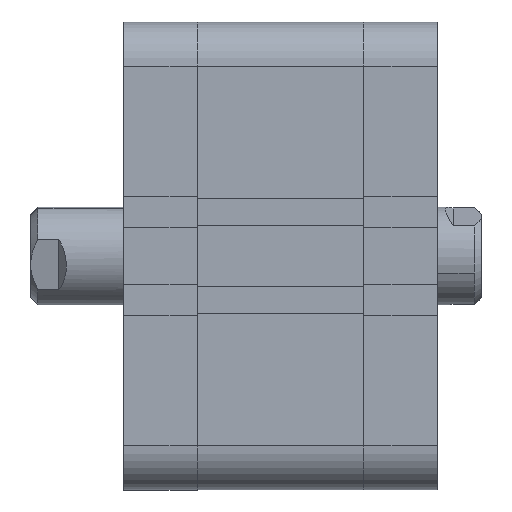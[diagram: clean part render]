
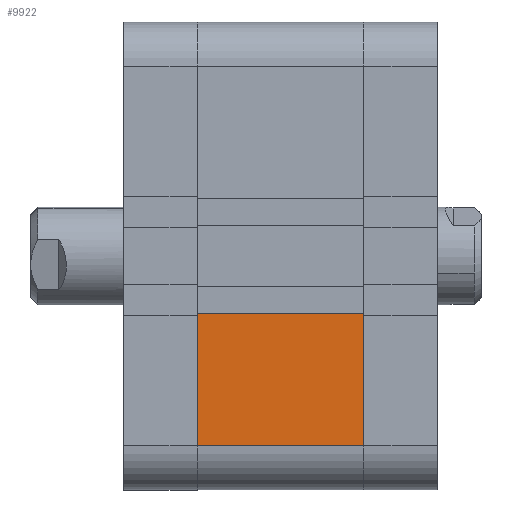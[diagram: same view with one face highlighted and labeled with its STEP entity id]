
A CAD part, front view. The second image highlights one B-rep face of the part: STEP entity #9922.
In plain terms, the highlighted planar face has unit normal (0, -1, 0).
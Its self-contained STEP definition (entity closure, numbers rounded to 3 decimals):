
#745 = EDGE_CURVE ( 'NONE', #13939, #7994, #17285, .T. ) ;
#778 = LINE ( 'NONE', #10140, #5028 ) ;
#1092 = VECTOR ( 'NONE', #9685, 1000. ) ;
#2990 = DIRECTION ( 'NONE',  ( -1., 0., 0. ) ) ;
#2994 = DIRECTION ( 'NONE',  ( 0., 0., -1. ) ) ;
#3606 = EDGE_CURVE ( 'NONE', #11512, #13939, #778, .T. ) ;
#4834 = CARTESIAN_POINT ( 'NONE',  ( 34., -47.75, -11.8 ) ) ;
#5028 = VECTOR ( 'NONE', #2990, 1000. ) ;
#5938 = ORIENTED_EDGE ( 'NONE', *, *, #745, .T. ) ;
#6083 = CARTESIAN_POINT ( 'NONE',  ( 0., -47.75, -11.8 ) ) ;
#6275 = DIRECTION ( 'NONE',  ( 1., 0., 0. ) ) ;
#6750 = CARTESIAN_POINT ( 'NONE',  ( 34., -47.75, -47.75 ) ) ;
#7387 = AXIS2_PLACEMENT_3D ( 'NONE', #6750, #12255, #13889 ) ;
#7556 = ORIENTED_EDGE ( 'NONE', *, *, #3606, .T. ) ;
#7719 = CARTESIAN_POINT ( 'NONE',  ( 0., -47.75, -38.75 ) ) ;
#7994 = VERTEX_POINT ( 'NONE', #7719 ) ;
#8348 = CARTESIAN_POINT ( 'NONE',  ( 34., -47.75, -38.75 ) ) ;
#8897 = VERTEX_POINT ( 'NONE', #8348 ) ;
#9500 = EDGE_CURVE ( 'NONE', #11512, #8897, #15064, .T. ) ;
#9685 = DIRECTION ( 'NONE',  ( 0., 0., -1. ) ) ;
#9922 = ADVANCED_FACE ( 'NONE', ( #10387 ), #22812, .F. ) ;
#10140 = CARTESIAN_POINT ( 'NONE',  ( 34.001, -47.75, -11.8 ) ) ;
#10387 = FACE_OUTER_BOUND ( 'NONE', #15215, .T. ) ;
#11512 = VERTEX_POINT ( 'NONE', #4834 ) ;
#12255 = DIRECTION ( 'NONE',  ( 0., 1., 0. ) ) ;
#13511 = EDGE_CURVE ( 'NONE', #7994, #8897, #20436, .T. ) ;
#13883 = CARTESIAN_POINT ( 'NONE',  ( 0., -47.75, -47.75 ) ) ;
#13889 = DIRECTION ( 'NONE',  ( 0., 0., 1. ) ) ;
#13939 = VERTEX_POINT ( 'NONE', #6083 ) ;
#15064 = LINE ( 'NONE', #16701, #1092 ) ;
#15215 = EDGE_LOOP ( 'NONE', ( #7556, #5938, #17800, #20364 ) ) ;
#16701 = CARTESIAN_POINT ( 'NONE',  ( 34., -47.75, -47.75 ) ) ;
#17201 = VECTOR ( 'NONE', #6275, 1000. ) ;
#17285 = LINE ( 'NONE', #13883, #18768 ) ;
#17800 = ORIENTED_EDGE ( 'NONE', *, *, #13511, .T. ) ;
#18576 = CARTESIAN_POINT ( 'NONE',  ( 34., -47.75, -38.75 ) ) ;
#18768 = VECTOR ( 'NONE', #2994, 1000. ) ;
#20364 = ORIENTED_EDGE ( 'NONE', *, *, #9500, .F. ) ;
#20436 = LINE ( 'NONE', #18576, #17201 ) ;
#22812 = PLANE ( 'NONE',  #7387 ) ;
